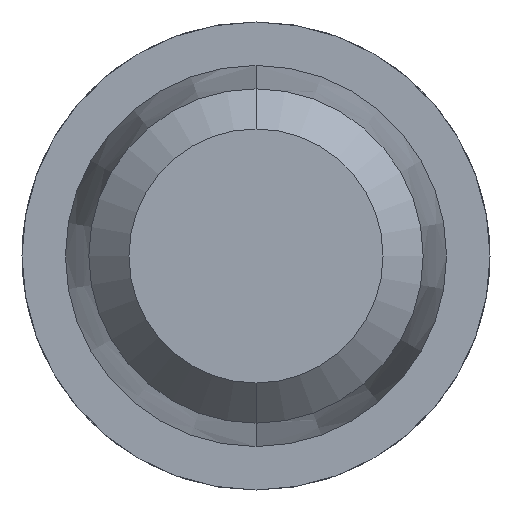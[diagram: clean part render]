
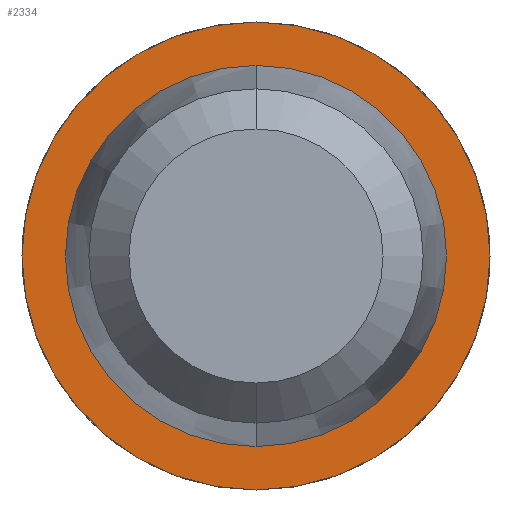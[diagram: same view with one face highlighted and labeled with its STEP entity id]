
A CAD part, front view. The second image highlights one B-rep face of the part: STEP entity #2334.
In plain terms, the highlighted planar face has unit normal (0, -1, 0).
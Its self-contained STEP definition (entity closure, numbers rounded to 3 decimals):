
#365 = EDGE_CURVE ( 'Defeature ausgef�hrt2_12+Defeature ausgef�hrt2_13+Defeature ausgef�hrt2_13+Defeature ausgef�hrt2_13', #3751, #2055, #1341, .T. ) ;
#385 = CARTESIAN_POINT ( 'NONE',  ( 0., 26., 0. ) ) ;
#418 = DIRECTION ( 'NONE',  ( 0., -1., 0. ) ) ;
#476 = CARTESIAN_POINT ( 'NONE',  ( 0., 26., -0.7 ) ) ;
#553 = CARTESIAN_POINT ( 'NONE',  ( 0., 26., 0. ) ) ;
#629 = AXIS2_PLACEMENT_3D ( 'NONE', #553, #3046, #1205 ) ;
#685 = PLANE ( 'NONE',  #1599 ) ;
#756 = AXIS2_PLACEMENT_3D ( 'NONE', #2386, #2066, #3593 ) ;
#760 = AXIS2_PLACEMENT_3D ( 'NONE', #385, #3080, #1612 ) ;
#992 = FACE_OUTER_BOUND ( 'NONE', #3342, .T. ) ;
#1205 = DIRECTION ( 'NONE',  ( 0., 0., -1. ) ) ;
#1341 = CIRCLE ( 'NONE', #756, 0.57 ) ;
#1514 = CARTESIAN_POINT ( 'NONE',  ( 0., 26., 0.57 ) ) ;
#1599 = AXIS2_PLACEMENT_3D ( 'NONE', #1912, #1614, #2540 ) ;
#1612 = DIRECTION ( 'NONE',  ( 0., 0., -1. ) ) ;
#1614 = DIRECTION ( 'NONE',  ( 0., -1., 0. ) ) ;
#1653 = ORIENTED_EDGE ( 'NONE', *, *, #365, .F. ) ;
#1703 = EDGE_CURVE ( 'Defeature ausgef�hrt2_13+Defeature ausgef�hrt2_14+Defeature ausgef�hrt2_14+Defeature ausgef�hrt2_14', #1808, #2618, #1855, .T. ) ;
#1808 = VERTEX_POINT ( 'NONE', #2524 ) ;
#1855 = CIRCLE ( 'NONE', #760, 0.7 ) ;
#1912 = CARTESIAN_POINT ( 'NONE',  ( 0.57, 26., 0. ) ) ;
#2055 = VERTEX_POINT ( 'NONE', #3140 ) ;
#2066 = DIRECTION ( 'NONE',  ( 0., -1., 0. ) ) ;
#2334 = ADVANCED_FACE ( 'Defeature ausgef�hrt2_13', ( #992, #3744 ), #685, .T. ) ;
#2369 = CIRCLE ( 'NONE', #629, 0.57 ) ;
#2386 = CARTESIAN_POINT ( 'NONE',  ( 0., 26., 0. ) ) ;
#2399 = ORIENTED_EDGE ( 'NONE', *, *, #1703, .T. ) ;
#2524 = CARTESIAN_POINT ( 'NONE',  ( 0., 26., 0.7 ) ) ;
#2540 = DIRECTION ( 'NONE',  ( 0., 0., -1. ) ) ;
#2618 = VERTEX_POINT ( 'NONE', #476 ) ;
#2645 = ORIENTED_EDGE ( 'NONE', *, *, #2945, .F. ) ;
#2682 = EDGE_CURVE ( 'Defeature ausgef�hrt2_13+Defeature ausgef�hrt2_14+Defeature ausgef�hrt2_14+Defeature ausgef�hrt2_14', #2618, #1808, #3202, .T. ) ;
#2814 = ORIENTED_EDGE ( 'NONE', *, *, #2682, .T. ) ;
#2866 = CARTESIAN_POINT ( 'NONE',  ( 0., 26., 0. ) ) ;
#2945 = EDGE_CURVE ( 'Defeature ausgef�hrt2_12+Defeature ausgef�hrt2_13+Defeature ausgef�hrt2_13+Defeature ausgef�hrt2_13', #2055, #3751, #2369, .T. ) ;
#3046 = DIRECTION ( 'NONE',  ( 0., -1., 0. ) ) ;
#3080 = DIRECTION ( 'NONE',  ( 0., -1., 0. ) ) ;
#3108 = DIRECTION ( 'NONE',  ( 0., 0., -1. ) ) ;
#3140 = CARTESIAN_POINT ( 'NONE',  ( 0., 26., -0.57 ) ) ;
#3202 = CIRCLE ( 'NONE', #3957, 0.7 ) ;
#3335 = EDGE_LOOP ( 'NONE', ( #1653, #2645 ) ) ;
#3342 = EDGE_LOOP ( 'NONE', ( #2814, #2399 ) ) ;
#3593 = DIRECTION ( 'NONE',  ( 0., 0., -1. ) ) ;
#3744 = FACE_BOUND ( 'NONE', #3335, .T. ) ;
#3751 = VERTEX_POINT ( 'NONE', #1514 ) ;
#3957 = AXIS2_PLACEMENT_3D ( 'NONE', #2866, #418, #3108 ) ;
